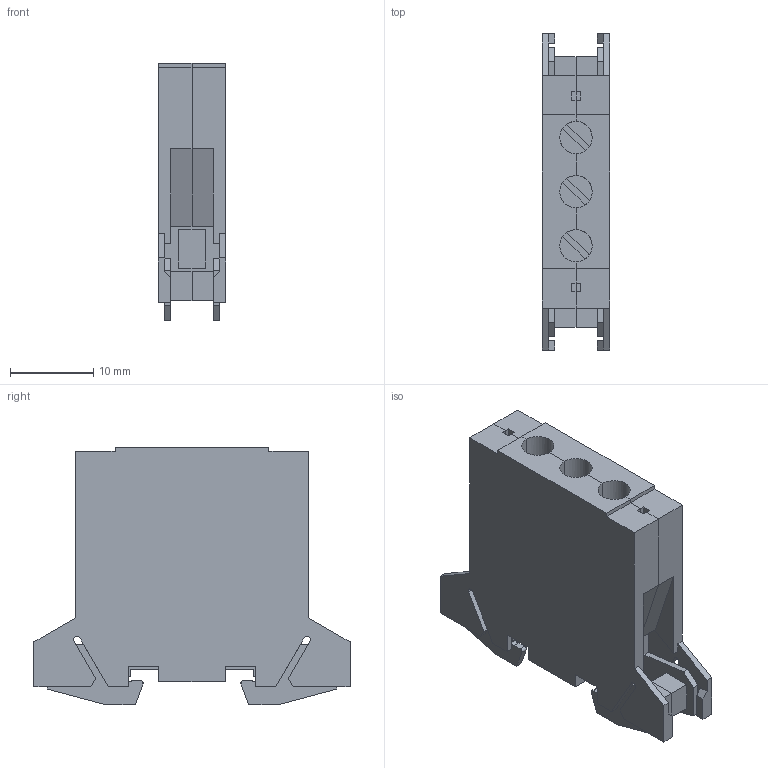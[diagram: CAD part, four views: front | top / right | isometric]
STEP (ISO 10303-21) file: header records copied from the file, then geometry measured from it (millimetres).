
FILE_DESCRIPTION(('Creo Elements/Direct Modeling STEP Export'),'2;1');
FILE_NAME('model.stp','2018-05-22T16:01:02',(''),(''),'Creo Elements/Direct Modeling STEP processor for AP214 (Solid Model)','Creo Elements/Direct Modeling 18.1I 14-Aug-2016 (C) Parametric Technology GmbH','');
FILE_SCHEMA(('AUTOMOTIVE_DESIGN { 1 0 10303 214 1 1 1 1 }'));
Length unit declared in the file: millimetre
Products named in the file (2): MSLKG_5-select
Assembly tree (1 placements, depth 2):
  MSLKG_5-select
    MSLKG_5-select
Bounding box: 8.15 x 38 x 30.95 mm (x, y, z)
Volume: 5480.9 mm3; surface area: 3993.7 mm2
Topology: 1 solids, 1 shells, 217 faces, 609 edges, 388 vertices
Faces by surface type: plane 199, cylinder 18
Entity records: 7977 total; most frequent: ORIENTED_EDGE 1218, CARTESIAN_POINT 1073, DIRECTION 877, EDGE_CURVE 609, VECTOR 493, LINE 493, VERTEX_POINT 388, EDGE_LOOP 223
